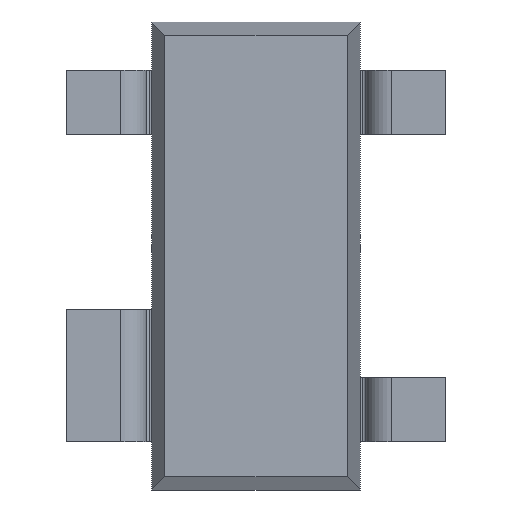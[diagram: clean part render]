
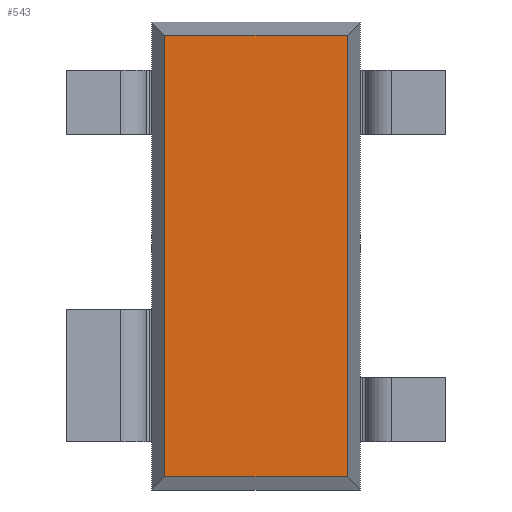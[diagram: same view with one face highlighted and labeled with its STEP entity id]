
A CAD part, front view. The second image highlights one B-rep face of the part: STEP entity #543.
In plain terms, the highlighted planar face has unit normal (0, -1, 0).
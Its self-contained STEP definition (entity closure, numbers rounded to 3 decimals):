
#20 = VERTEX_POINT ( 'NONE', #427 ) ;
#25 = VECTOR ( 'NONE', #1498, 1000. ) ;
#74 = ORIENTED_EDGE ( 'NONE', *, *, #1989, .T. ) ;
#148 = VERTEX_POINT ( 'NONE', #1894 ) ;
#229 = CARTESIAN_POINT ( 'NONE',  ( 0., 0.15, 0. ) ) ;
#260 = VECTOR ( 'NONE', #673, 1000. ) ;
#320 = DIRECTION ( 'NONE',  ( 1., 0., 0. ) ) ;
#347 = CARTESIAN_POINT ( 'NONE',  ( -0.568, 0.15, -1.46 ) ) ;
#402 = LINE ( 'NONE', #347, #25 ) ;
#427 = CARTESIAN_POINT ( 'NONE',  ( 0.568, 0.15, -1.378 ) ) ;
#431 = ORIENTED_EDGE ( 'NONE', *, *, #1135, .T. ) ;
#452 = ORIENTED_EDGE ( 'NONE', *, *, #647, .T. ) ;
#510 = VECTOR ( 'NONE', #320, 1000. ) ;
#513 = CARTESIAN_POINT ( 'NONE',  ( 0.568, 0.15, 1.46 ) ) ;
#543 = ADVANCED_FACE ( 'NONE', ( #768 ), #1211, .T. ) ;
#608 = VERTEX_POINT ( 'NONE', #1567 ) ;
#647 = EDGE_CURVE ( 'NONE', #20, #148, #1790, .T. ) ;
#673 = DIRECTION ( 'NONE',  ( 0., 0., 1. ) ) ;
#768 = FACE_OUTER_BOUND ( 'NONE', #901, .T. ) ;
#795 = AXIS2_PLACEMENT_3D ( 'NONE', #229, #1869, #2039 ) ;
#901 = EDGE_LOOP ( 'NONE', ( #74, #431, #452, #1149 ) ) ;
#1004 = VECTOR ( 'NONE', #1672, 1000. ) ;
#1135 = EDGE_CURVE ( 'NONE', #1798, #20, #1687, .T. ) ;
#1149 = ORIENTED_EDGE ( 'NONE', *, *, #1344, .T. ) ;
#1164 = CARTESIAN_POINT ( 'NONE',  ( -0.65, 0.15, 1.378 ) ) ;
#1211 = PLANE ( 'NONE',  #795 ) ;
#1344 = EDGE_CURVE ( 'NONE', #148, #608, #2072, .T. ) ;
#1447 = CARTESIAN_POINT ( 'NONE',  ( -0.568, 0.15, -1.378 ) ) ;
#1498 = DIRECTION ( 'NONE',  ( 0., 0., -1. ) ) ;
#1567 = CARTESIAN_POINT ( 'NONE',  ( -0.568, 0.15, 1.378 ) ) ;
#1585 = CARTESIAN_POINT ( 'NONE',  ( 0.65, 0.15, -1.378 ) ) ;
#1672 = DIRECTION ( 'NONE',  ( -1., 0., 0. ) ) ;
#1687 = LINE ( 'NONE', #1585, #510 ) ;
#1790 = LINE ( 'NONE', #513, #260 ) ;
#1798 = VERTEX_POINT ( 'NONE', #1447 ) ;
#1869 = DIRECTION ( 'NONE',  ( 0., -1., 0. ) ) ;
#1894 = CARTESIAN_POINT ( 'NONE',  ( 0.568, 0.15, 1.378 ) ) ;
#1989 = EDGE_CURVE ( 'NONE', #608, #1798, #402, .T. ) ;
#2039 = DIRECTION ( 'NONE',  ( 0., 0., -1. ) ) ;
#2072 = LINE ( 'NONE', #1164, #1004 ) ;
